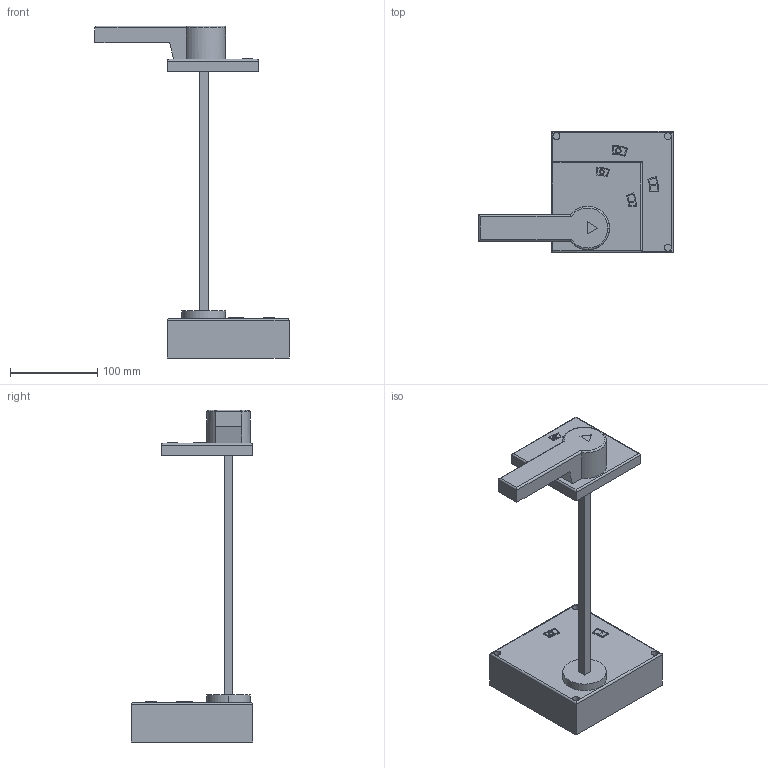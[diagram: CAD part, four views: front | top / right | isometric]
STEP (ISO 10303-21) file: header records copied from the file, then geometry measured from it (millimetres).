
FILE_DESCRIPTION (( 'STEP AP203' ), '1' );
FILE_NAME ('Ðó÷íîé ïîâîðîòíûé ïðèâîä ê ÂÀ-99 800À.STEP', '2018-06-05T08:27:12', ( '' ), ( '' ), 'SwSTEP 2.0', 'SolidWorks 2017', '' );
FILE_SCHEMA (( 'CONFIG_CONTROL_DESIGN' ));
Length unit declared in the file: millimetre
Products named in the file (1): Ðó÷íîé ïîâîðîòíûé ïðèâîä ê ÂÀ-99 800À
Bounding box: 223 x 140 x 381.2 mm (x, y, z)
Volume: 1219569.8 mm3; surface area: 120166.3 mm2
Topology: 3 solids, 3 shells, 122 faces, 276 edges, 176 vertices
Faces by surface type: plane 74, cylinder 46, torus 2
Entity records: 3485 total; most frequent: CARTESIAN_POINT 631, DIRECTION 588, ORIENTED_EDGE 552, EDGE_CURVE 276, AXIS2_PLACEMENT_3D 201, VECTOR 186, LINE 186, VERTEX_POINT 176
